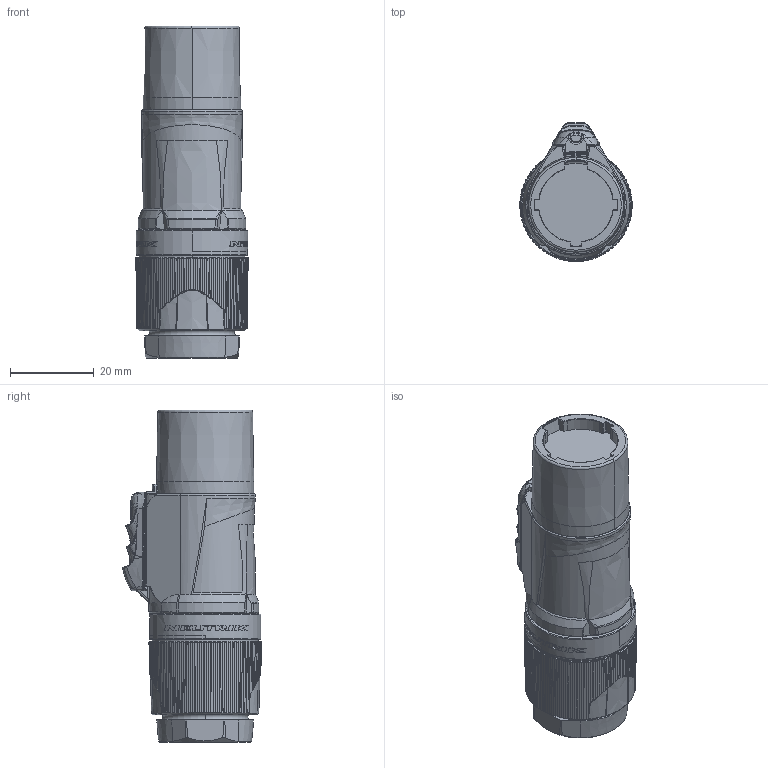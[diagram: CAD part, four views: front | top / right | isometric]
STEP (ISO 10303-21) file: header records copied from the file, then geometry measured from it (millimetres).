
FILE_DESCRIPTION((''),'2;1');
FILE_NAME('30011928','2024-10-29T14:38:05',('noe'),(''),'CREO PARAMETRIC BY PTC INC, 2024014','CREO PARAMETRIC BY PTC INC, 2024014','');
FILE_SCHEMA(('AUTOMOTIVE_DESIGN { 1 0 10303 214 1 1 1 1 }'));
Length unit declared in the file: millimetre
Products named in the file (1): 30011928
Bounding box: 26.83 x 33.12 x 79.2 mm (x, y, z)
Volume: 37429.8 mm3; surface area: 9529.6 mm2
Topology: 1 solids, 1 shells, 1616 faces, 3978 edges, 2383 vertices
Faces by surface type: plane 704, bspline 459, cylinder 149, cone 128, torus 95, sphere 44, extrusion 37
Entity records: 70511 total; most frequent: CARTESIAN_POINT 37140, ORIENTED_EDGE 7940, DIRECTION 5271, EDGE_CURVE 3970, VERTEX_POINT 2383, AXIS2_PLACEMENT_3D 1989, B_SPLINE_CURVE_WITH_KNOTS 1884, EDGE_LOOP 1651
